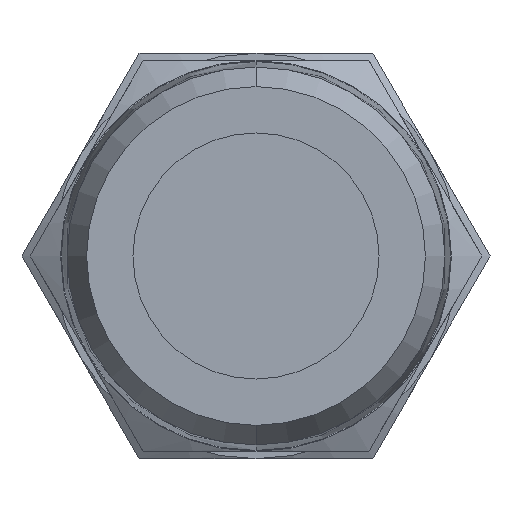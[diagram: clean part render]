
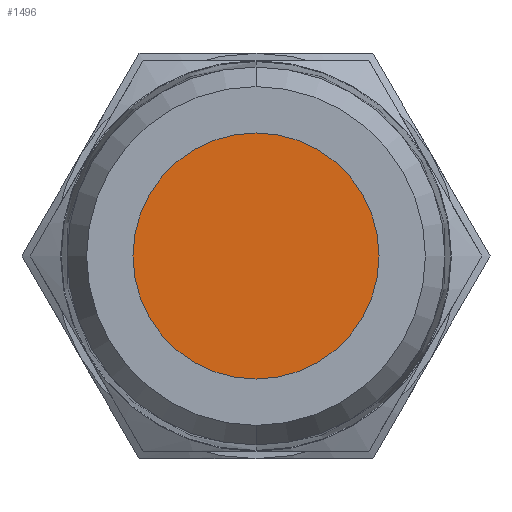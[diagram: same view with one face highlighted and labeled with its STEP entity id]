
A CAD part, front view. The second image highlights one B-rep face of the part: STEP entity #1496.
In plain terms, the highlighted planar face has unit normal (0, -1, 0).
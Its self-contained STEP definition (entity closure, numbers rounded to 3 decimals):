
#111 = CARTESIAN_POINT ( 'NONE',  ( 0., 1.055, 0. ) ) ;
#112 = DIRECTION ( 'NONE',  ( 0., 1., 0. ) ) ;
#113 = DIRECTION ( 'NONE',  ( 0., 0., -1. ) ) ;
#340 = VERTEX_POINT ( 'NONE', #874 ) ;
#391 = VERTEX_POINT ( 'NONE', #777 ) ;
#451 = EDGE_LOOP ( 'NONE', ( #499, #500 ) ) ;
#499 = ORIENTED_EDGE ( 'NONE', *, *, #1547, .F. ) ;
#500 = ORIENTED_EDGE ( 'NONE', *, *, #1609, .F. ) ;
#777 = CARTESIAN_POINT ( 'NONE',  ( 0., 1.055, -8.5 ) ) ;
#874 = CARTESIAN_POINT ( 'NONE',  ( 0., 1.055, 8.5 ) ) ;
#1002 = FACE_OUTER_BOUND ( 'NONE', #451, .T. ) ;
#1039 = CIRCLE ( 'NONE', #1715, 8.5 ) ;
#1091 = CIRCLE ( 'NONE', #1740, 8.5 ) ;
#1213 = CARTESIAN_POINT ( 'NONE',  ( 0., 1.055, 0. ) ) ;
#1214 = DIRECTION ( 'NONE',  ( 0., 1., 0. ) ) ;
#1215 = DIRECTION ( 'NONE',  ( 0., 0., -1. ) ) ;
#1383 = CARTESIAN_POINT ( 'NONE',  ( 9., 1.055, 0. ) ) ;
#1385 = PLANE ( 'NONE',  #1695 ) ;
#1387 = DIRECTION ( 'NONE',  ( 0., -1., 0. ) ) ;
#1388 = DIRECTION ( 'NONE',  ( 0., 0., -1. ) ) ;
#1496 = ADVANCED_FACE ( 'NONE', ( #1002 ), #1385, .T. ) ;
#1547 = EDGE_CURVE ( 'NONE', #391, #340, #1039, .T. ) ;
#1609 = EDGE_CURVE ( 'NONE', #340, #391, #1091, .T. ) ;
#1695 = AXIS2_PLACEMENT_3D ( 'NONE', #1383, #1387, #1388 ) ;
#1715 = AXIS2_PLACEMENT_3D ( 'NONE', #1213, #1214, #1215 ) ;
#1740 = AXIS2_PLACEMENT_3D ( 'NONE', #111, #112, #113 ) ;
